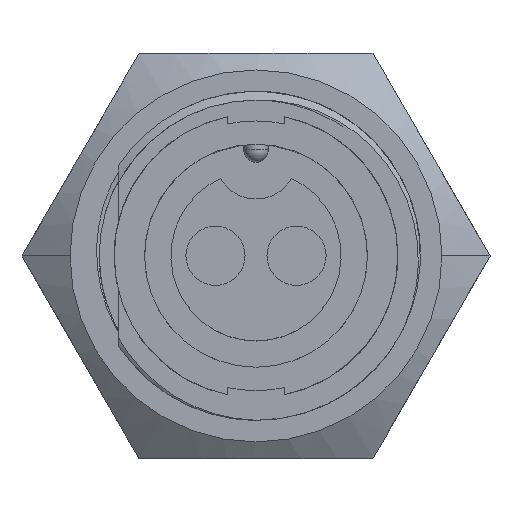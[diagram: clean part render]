
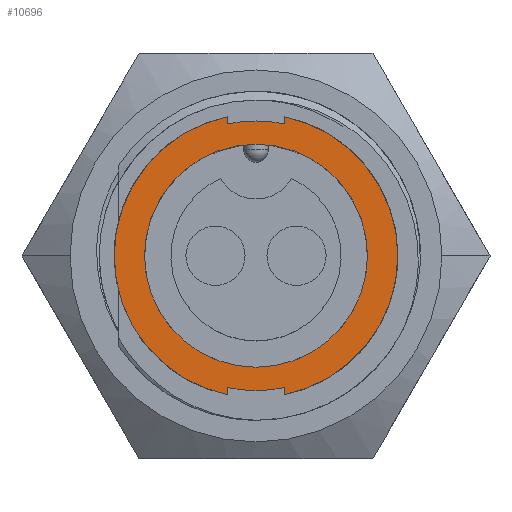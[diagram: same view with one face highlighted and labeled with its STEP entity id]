
A CAD part, top view. The second image highlights one B-rep face of the part: STEP entity #10696.
In plain terms, the highlighted planar face has unit normal (0, 0, 1).
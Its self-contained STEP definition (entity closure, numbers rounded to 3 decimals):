
#297 = EDGE_CURVE ( 'NONE', #11119, #10812, #4952, .T. ) ;
#479 = CARTESIAN_POINT ( 'NONE',  ( -1.778, 8.89, 0. ) ) ;
#559 = DIRECTION ( 'NONE',  ( 0., 0., 1. ) ) ;
#804 = LINE ( 'NONE', #479, #12852 ) ;
#843 = EDGE_CURVE ( 'NONE', #10992, #2796, #8740, .T. ) ;
#882 = CARTESIAN_POINT ( 'NONE',  ( -1.778, -8.256, 0. ) ) ;
#895 = VERTEX_POINT ( 'NONE', #9883 ) ;
#1246 = CARTESIAN_POINT ( 'NONE',  ( 0., 0., 0. ) ) ;
#1371 = CARTESIAN_POINT ( 'NONE',  ( 0., 6.985, 0. ) ) ;
#1399 = AXIS2_PLACEMENT_3D ( 'NONE', #7146, #559, #8263 ) ;
#1421 = CARTESIAN_POINT ( 'NONE',  ( 1.778, 8.89, 0. ) ) ;
#1582 = DIRECTION ( 'NONE',  ( 0., -1., 0. ) ) ;
#1725 = EDGE_CURVE ( 'NONE', #7787, #2184, #12679, .T. ) ;
#1747 = ORIENTED_EDGE ( 'NONE', *, *, #9285, .F. ) ;
#1990 = CARTESIAN_POINT ( 'NONE',  ( -1.778, 8.256, 0. ) ) ;
#2184 = VERTEX_POINT ( 'NONE', #11349 ) ;
#2362 = DIRECTION ( 'NONE',  ( 0., -1., 0. ) ) ;
#2534 = AXIS2_PLACEMENT_3D ( 'NONE', #6533, #14248, #7644 ) ;
#2796 = VERTEX_POINT ( 'NONE', #5528 ) ;
#2823 = EDGE_CURVE ( 'NONE', #5353, #5276, #12663, .T. ) ;
#3133 = CARTESIAN_POINT ( 'NONE',  ( 1.778, -8.71, 0. ) ) ;
#3809 = ORIENTED_EDGE ( 'NONE', *, *, #6705, .F. ) ;
#3996 = CARTESIAN_POINT ( 'NONE',  ( 0., 0., 0. ) ) ;
#4116 = EDGE_CURVE ( 'NONE', #2184, #895, #9404, .T. ) ;
#4264 = EDGE_CURVE ( 'NONE', #2796, #10992, #9048, .T. ) ;
#4328 = DIRECTION ( 'NONE',  ( 0., 0., -1. ) ) ;
#4450 = AXIS2_PLACEMENT_3D ( 'NONE', #5132, #6233, #13940 ) ;
#4534 = AXIS2_PLACEMENT_3D ( 'NONE', #4699, #12399, #5811 ) ;
#4699 = CARTESIAN_POINT ( 'NONE',  ( 0., 0., 0. ) ) ;
#4829 = EDGE_CURVE ( 'NONE', #10812, #11283, #5245, .T. ) ;
#4831 = DIRECTION ( 'NONE',  ( 0., -1., 0. ) ) ;
#4952 = LINE ( 'NONE', #7638, #13374 ) ;
#5112 = DIRECTION ( 'NONE',  ( 0., -1., 0. ) ) ;
#5132 = CARTESIAN_POINT ( 'NONE',  ( 0., 8.89, 0. ) ) ;
#5245 = CIRCLE ( 'NONE', #4534, 8.89 ) ;
#5276 = VERTEX_POINT ( 'NONE', #13939 ) ;
#5353 = VERTEX_POINT ( 'NONE', #1990 ) ;
#5528 = CARTESIAN_POINT ( 'NONE',  ( 0., -6.985, 0. ) ) ;
#5613 = AXIS2_PLACEMENT_3D ( 'NONE', #3996, #11718, #5112 ) ;
#5811 = DIRECTION ( 'NONE',  ( 0., -1., 0. ) ) ;
#5903 = CIRCLE ( 'NONE', #8354, 8.445 ) ;
#5951 = DIRECTION ( 'NONE',  ( 0., 0., -1. ) ) ;
#6233 = DIRECTION ( 'NONE',  ( 0., 0., -1. ) ) ;
#6382 = EDGE_LOOP ( 'NONE', ( #8103, #1747, #3809, #11228, #8137, #9083, #7499, #10190, #6736, #11754 ) ) ;
#6533 = CARTESIAN_POINT ( 'NONE',  ( 0., 0., 0. ) ) ;
#6553 = CARTESIAN_POINT ( 'NONE',  ( 0., 0., 0. ) ) ;
#6575 = DIRECTION ( 'NONE',  ( 0., 1., 0. ) ) ;
#6645 = AXIS2_PLACEMENT_3D ( 'NONE', #1246, #8964, #2362 ) ;
#6705 = EDGE_CURVE ( 'NONE', #8746, #7371, #6928, .T. ) ;
#6736 = ORIENTED_EDGE ( 'NONE', *, *, #13938, .F. ) ;
#6928 = CIRCLE ( 'NONE', #8618, 8.445 ) ;
#7146 = CARTESIAN_POINT ( 'NONE',  ( 0., 0., 0. ) ) ;
#7371 = VERTEX_POINT ( 'NONE', #7718 ) ;
#7499 = ORIENTED_EDGE ( 'NONE', *, *, #11707, .F. ) ;
#7638 = CARTESIAN_POINT ( 'NONE',  ( 1.778, 8.89, 0. ) ) ;
#7644 = DIRECTION ( 'NONE',  ( 0., -1., 0. ) ) ;
#7670 = DIRECTION ( 'NONE',  ( 0., -1., 0. ) ) ;
#7718 = CARTESIAN_POINT ( 'NONE',  ( 0., -8.445, 0. ) ) ;
#7787 = VERTEX_POINT ( 'NONE', #882 ) ;
#8103 = ORIENTED_EDGE ( 'NONE', *, *, #1725, .F. ) ;
#8137 = ORIENTED_EDGE ( 'NONE', *, *, #4829, .F. ) ;
#8263 = DIRECTION ( 'NONE',  ( 0., -1., 0. ) ) ;
#8264 = CARTESIAN_POINT ( 'NONE',  ( 1.778, 8.256, 0. ) ) ;
#8334 = AXIS2_PLACEMENT_3D ( 'NONE', #6553, #14267, #7670 ) ;
#8354 = AXIS2_PLACEMENT_3D ( 'NONE', #12547, #5951, #13646 ) ;
#8618 = AXIS2_PLACEMENT_3D ( 'NONE', #10934, #4328, #12041 ) ;
#8740 = CIRCLE ( 'NONE', #5613, 6.985 ) ;
#8746 = VERTEX_POINT ( 'NONE', #10331 ) ;
#8964 = DIRECTION ( 'NONE',  ( 0., 0., -1. ) ) ;
#8965 = CIRCLE ( 'NONE', #2534, 8.445 ) ;
#9048 = CIRCLE ( 'NONE', #1399, 6.985 ) ;
#9083 = ORIENTED_EDGE ( 'NONE', *, *, #297, .F. ) ;
#9181 = VECTOR ( 'NONE', #13498, 1000. ) ;
#9285 = EDGE_CURVE ( 'NONE', #7371, #7787, #8965, .T. ) ;
#9404 = CIRCLE ( 'NONE', #8334, 8.89 ) ;
#9756 = VECTOR ( 'NONE', #4831, 1000. ) ;
#9808 = CARTESIAN_POINT ( 'NONE',  ( 1.778, 8.71, 0. ) ) ;
#9883 = CARTESIAN_POINT ( 'NONE',  ( -1.778, 8.71, 0. ) ) ;
#10190 = ORIENTED_EDGE ( 'NONE', *, *, #2823, .F. ) ;
#10217 = ORIENTED_EDGE ( 'NONE', *, *, #843, .F. ) ;
#10331 = CARTESIAN_POINT ( 'NONE',  ( 1.778, -8.256, 0. ) ) ;
#10353 = EDGE_LOOP ( 'NONE', ( #11506, #10217 ) ) ;
#10696 = ADVANCED_FACE ( 'NONE', ( #13066, #13408 ), #11736, .F. ) ;
#10812 = VERTEX_POINT ( 'NONE', #9808 ) ;
#10934 = CARTESIAN_POINT ( 'NONE',  ( 0., 0., 0. ) ) ;
#10992 = VERTEX_POINT ( 'NONE', #1371 ) ;
#11119 = VERTEX_POINT ( 'NONE', #8264 ) ;
#11228 = ORIENTED_EDGE ( 'NONE', *, *, #11622, .F. ) ;
#11283 = VERTEX_POINT ( 'NONE', #3133 ) ;
#11349 = CARTESIAN_POINT ( 'NONE',  ( -1.778, -8.71, 0. ) ) ;
#11506 = ORIENTED_EDGE ( 'NONE', *, *, #4264, .F. ) ;
#11622 = EDGE_CURVE ( 'NONE', #11283, #8746, #12094, .T. ) ;
#11707 = EDGE_CURVE ( 'NONE', #5276, #11119, #5903, .T. ) ;
#11718 = DIRECTION ( 'NONE',  ( 0., 0., 1. ) ) ;
#11736 = PLANE ( 'NONE',  #4450 ) ;
#11754 = ORIENTED_EDGE ( 'NONE', *, *, #4116, .F. ) ;
#12041 = DIRECTION ( 'NONE',  ( 0., -1., 0. ) ) ;
#12094 = LINE ( 'NONE', #1421, #9181 ) ;
#12399 = DIRECTION ( 'NONE',  ( 0., 0., -1. ) ) ;
#12530 = CARTESIAN_POINT ( 'NONE',  ( -1.778, 8.89, 0. ) ) ;
#12547 = CARTESIAN_POINT ( 'NONE',  ( 0., 0., 0. ) ) ;
#12663 = CIRCLE ( 'NONE', #6645, 8.445 ) ;
#12679 = LINE ( 'NONE', #12530, #9756 ) ;
#12852 = VECTOR ( 'NONE', #1582, 1000. ) ;
#13066 = FACE_OUTER_BOUND ( 'NONE', #6382, .T. ) ;
#13374 = VECTOR ( 'NONE', #6575, 1000. ) ;
#13408 = FACE_BOUND ( 'NONE', #10353, .T. ) ;
#13498 = DIRECTION ( 'NONE',  ( 0., 1., 0. ) ) ;
#13646 = DIRECTION ( 'NONE',  ( 0., -1., 0. ) ) ;
#13938 = EDGE_CURVE ( 'NONE', #895, #5353, #804, .T. ) ;
#13939 = CARTESIAN_POINT ( 'NONE',  ( 0., 8.445, 0. ) ) ;
#13940 = DIRECTION ( 'NONE',  ( 0., 1., 0. ) ) ;
#14248 = DIRECTION ( 'NONE',  ( 0., 0., -1. ) ) ;
#14267 = DIRECTION ( 'NONE',  ( 0., 0., -1. ) ) ;
